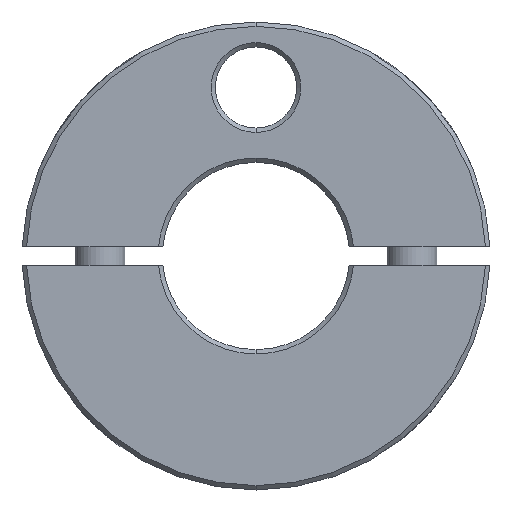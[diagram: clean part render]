
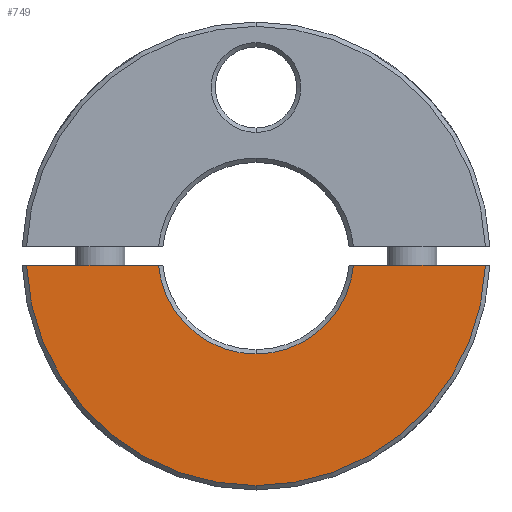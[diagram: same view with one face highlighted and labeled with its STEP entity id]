
A CAD part, front view. The second image highlights one B-rep face of the part: STEP entity #749.
In plain terms, the highlighted planar face has unit normal (0, -1, 0).
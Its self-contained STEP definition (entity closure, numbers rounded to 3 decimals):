
#559=VERTEX_POINT('',#1586);
#661=VERTEX_POINT('',#1696);
#735=VERTEX_POINT('',#1781);
#749=ADVANCED_FACE('',(#1796),#1797,.T.);
#787=VERTEX_POINT('',#1837);
#865=EDGE_CURVE('',#1219,#787,#1925,.T.);
#993=EDGE_CURVE('',#661,#559,#2073,.T.);
#1041=VERTEX_POINT('',#2127);
#1053=EDGE_CURVE('',#1041,#787,#2139,.T.);
#1219=VERTEX_POINT('',#2323);
#1245=EDGE_CURVE('',#559,#1041,#2351,.T.);
#1375=EDGE_CURVE('',#735,#661,#2498,.T.);
#1499=EDGE_CURVE('',#735,#1219,#2636,.T.);
#1586=CARTESIAN_POINT('',(0.,-20.,-36.8));
#1696=CARTESIAN_POINT('',(-36.769,-20.,-1.5));
#1781=CARTESIAN_POINT('',(-15.628,-20.0,-1.5));
#1796=FACE_OUTER_BOUND('',#3151,.T.);
#1797=PLANE('',#3152);
#1837=CARTESIAN_POINT('',(15.628,-20.0,-1.5));
#1925=CIRCLE('',#3367,15.7);
#2073=CIRCLE('',#3585,36.8);
#2127=CARTESIAN_POINT('',(36.769,-20.0,-1.5));
#2139=LINE('',#3751,#3752);
#2323=CARTESIAN_POINT('',(0.,-20.,-15.7));
#2351=CIRCLE('',#4106,36.8);
#2498=LINE('',#4351,#4352);
#2636=CIRCLE('',#4612,15.7);
#3151=EDGE_LOOP('',(#4923,#4924,#4925,#4926,#4927,#4928));
#3152=AXIS2_PLACEMENT_3D('',#4929,#4930,#4931);
#3367=AXIS2_PLACEMENT_3D('',#5081,#5082,#5083);
#3585=AXIS2_PLACEMENT_3D('',#5279,#5280,#5281);
#3751=CARTESIAN_POINT('',(37.5,-20.,-1.5));
#3752=VECTOR('',#5348,1.0);
#4106=AXIS2_PLACEMENT_3D('',#5557,#5558,#5559);
#4351=CARTESIAN_POINT('',(10.25,-20.,-1.5));
#4352=VECTOR('',#5744,1.0);
#4612=AXIS2_PLACEMENT_3D('',#5903,#5904,#5905);
#4923=ORIENTED_EDGE('',*,*,#1053,.T.);
#4924=ORIENTED_EDGE('',*,*,#865,.F.);
#4925=ORIENTED_EDGE('',*,*,#1499,.F.);
#4926=ORIENTED_EDGE('',*,*,#1375,.T.);
#4927=ORIENTED_EDGE('',*,*,#993,.T.);
#4928=ORIENTED_EDGE('',*,*,#1245,.T.);
#4929=CARTESIAN_POINT('',(0.,-20.,26.25));
#4930=DIRECTION('',(0.,-1.0,0.));
#4931=DIRECTION('',(0.,0.,1.0));
#5081=CARTESIAN_POINT('',(0.,-20.,0.));
#5082=DIRECTION('',(0.,-1.0,0.));
#5083=DIRECTION('',(0.,0.,1.0));
#5279=CARTESIAN_POINT('',(0.,-20.,0.));
#5280=DIRECTION('',(0.,-1.0,0.));
#5281=DIRECTION('',(0.,0.,1.0));
#5348=DIRECTION('',(-1.0,0.,0.));
#5557=CARTESIAN_POINT('',(0.,-20.,0.));
#5558=DIRECTION('',(0.,-1.0,0.));
#5559=DIRECTION('',(0.,0.,1.0));
#5744=DIRECTION('',(-1.0,0.,0.));
#5903=CARTESIAN_POINT('',(0.,-20.,0.));
#5904=DIRECTION('',(0.,-1.0,0.));
#5905=DIRECTION('',(0.,0.,1.0));
